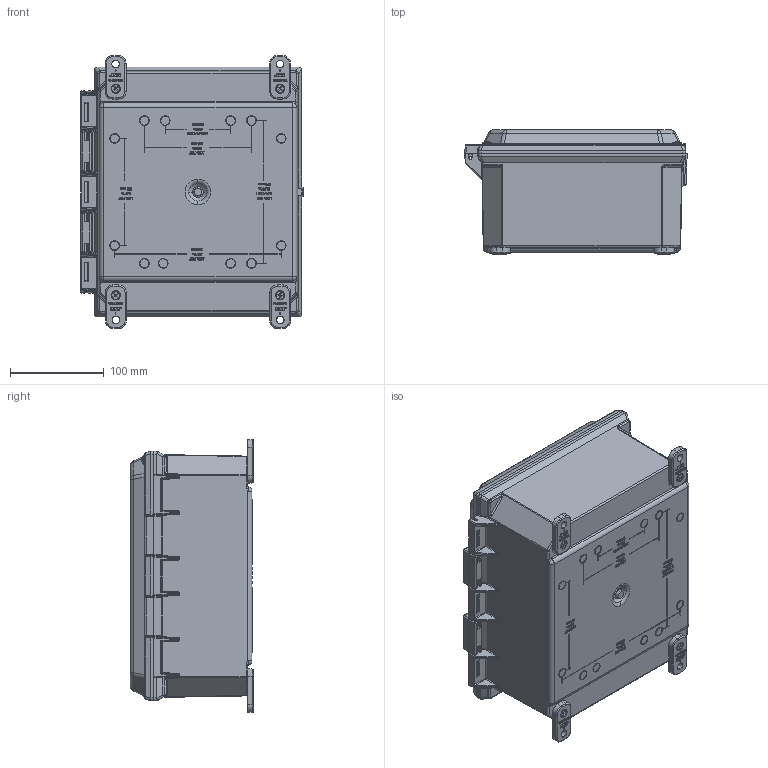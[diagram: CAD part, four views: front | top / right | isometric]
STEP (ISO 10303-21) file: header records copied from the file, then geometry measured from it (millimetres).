
FILE_DESCRIPTION (( 'STEP AP203' ), '1' );
FILE_NAME ('AMP1084.step', '2014-04-10T14:31:08', ( 'admin' ), ( 'Microsoft' ), 'SwSTEP 2.0', 'SolidWorks 2014', '' );
FILE_SCHEMA (( 'CONFIG_CONTROL_DESIGN' ));
Products named in the file (10): 55-103212316; 70-006ORING; 55-103275316_PreviewCfg; 2381001; 2771001_box; AMP1084; 2317001_part; 70-60822PC-1; 70-60250; 55-1032516_PreviewCfg
Assembly tree (35 placements, depth 2):
  AMP1084
    2771001_box
    2317001_part
    70-60822PC-1
    70-60250  x12
    55-1032516_PreviewCfg  x4
    55-103212316  x4
    70-006ORING  x4
    55-103275316_PreviewCfg  x4
    2381001  x4
Bounding box: 237.37 x 132.26 x 291.28 mm (x, y, z)
Volume: 1067480.8 mm3; surface area: 586713.4 mm2
Topology: 35 solids, 35 shells, 5244 faces, 13398 edges, 8546 vertices
Faces by surface type: plane 2654, bspline 1140, cylinder 850, cone 346, torus 171, sphere 83
Entity records: 172524 total; most frequent: CARTESIAN_POINT 79601, ORIENTED_EDGE 20856, DIRECTION 15521, EDGE_CURVE 10428, VERTEX_POINT 6675, LINE 6503, VECTOR 6503, AXIS2_PLACEMENT_3D 4509
